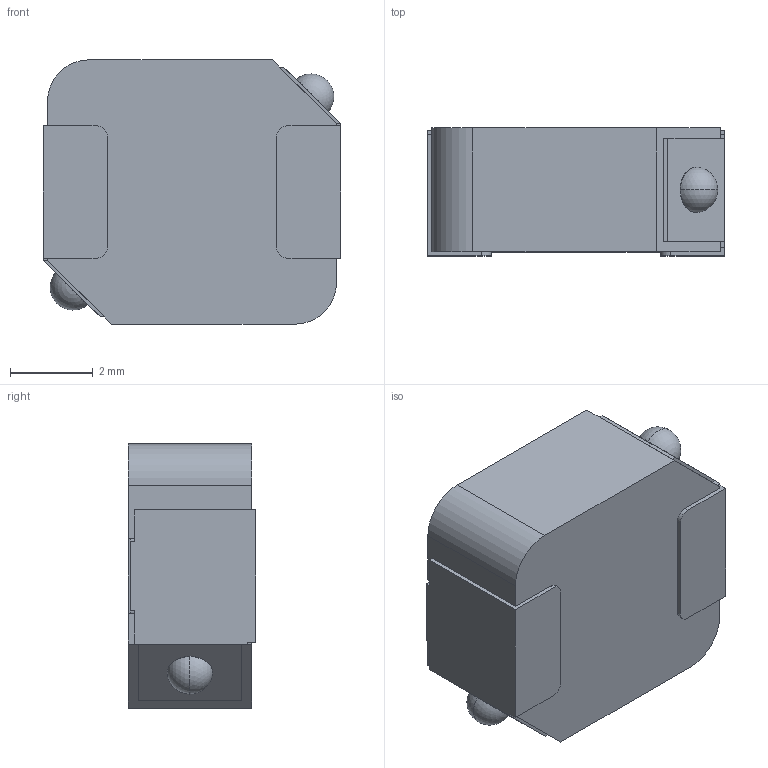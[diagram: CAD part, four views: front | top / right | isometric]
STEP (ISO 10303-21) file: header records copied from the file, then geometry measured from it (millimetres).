
FILE_DESCRIPTION (( 'STEP AP214' ), '1' );
FILE_NAME ('0CA380B0-966C-4CE3-8351-6819124799A6.STEP', '2023-02-06T12:27:41', ( '' ), ( '' ), 'SwSTEP 2.0', 'SolidWorks 2022', '' );
FILE_SCHEMA (( 'AUTOMOTIVE_DESIGN' ));
Length unit declared in the file: millimetre
Products named in the file (1): 0CA380B0-966C-4CE3-8351-6819124799A6
Bounding box: 7.2 x 3.1 x 6.4 mm (x, y, z)
Volume: 129.7 mm3; surface area: 251 mm2
Topology: 3 solids, 3 shells, 90 faces, 232 edges, 150 vertices
Faces by surface type: plane 64, cylinder 22, sphere 4
Entity records: 2764 total; most frequent: CARTESIAN_POINT 473, ORIENTED_EDGE 464, DIRECTION 462, EDGE_CURVE 232, LINE 184, VECTOR 184, VERTEX_POINT 150, AXIS2_PLACEMENT_3D 139
